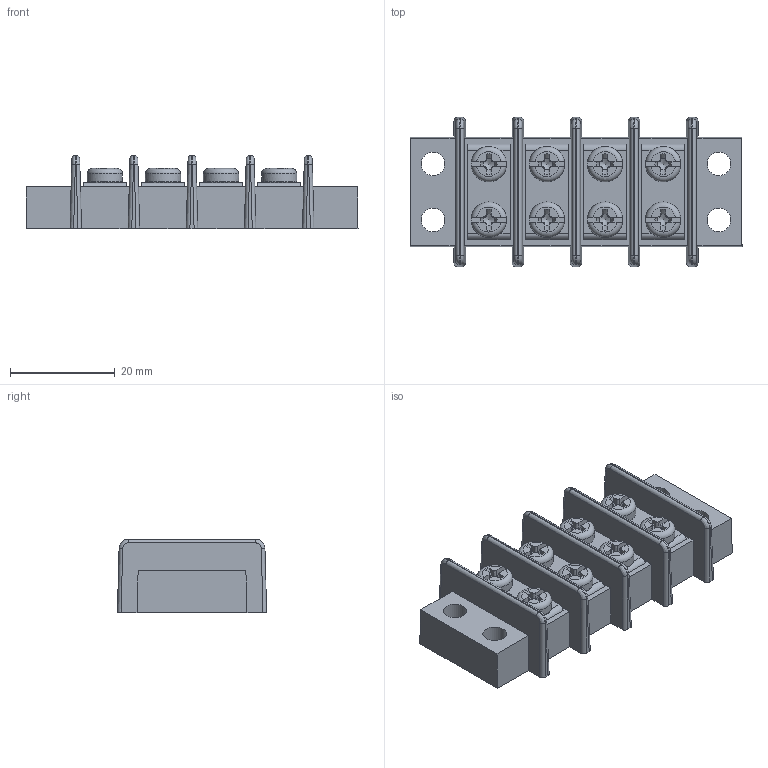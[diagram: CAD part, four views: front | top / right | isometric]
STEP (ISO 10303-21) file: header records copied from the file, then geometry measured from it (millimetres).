
FILE_DESCRIPTION( ( 'Unknown' ), '1' );
FILE_NAME( 'T66-T04.stp', 'Unknown', ( 'Unknown' ), ( 'Unknown' ), 'XStep 1.0', 'Unknown', ' ' );
FILE_SCHEMA( ( 'automotive_design' ) );
Length unit declared in the file: millimetre
Products named in the file (1): 1
Bounding box: 63.4 x 28.5 x 14 mm (x, y, z)
Volume: 13001.9 mm3; surface area: 7377.2 mm2
Topology: 1 solids, 1 shells, 338 faces, 924 edges, 584 vertices
Faces by surface type: plane 162, cylinder 60, bspline 52, cone 40, torus 24
Full cylindrical faces by diameter (mm): 4.5 x4, 6.75 x8
Entity records: 12547 total; most frequent: CARTESIAN_POINT 4891, ORIENTED_EDGE 1728, DIRECTION 1410, EDGE_CURVE 864, VERTEX_POINT 560, AXIS2_PLACEMENT_3D 547, EDGE_LOOP 370, FACE_OUTER_BOUND 358
